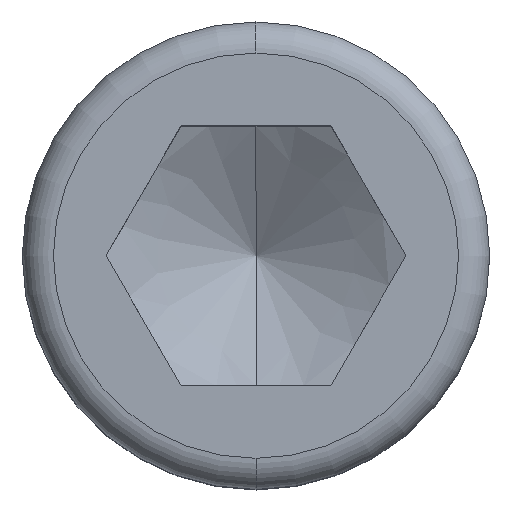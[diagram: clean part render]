
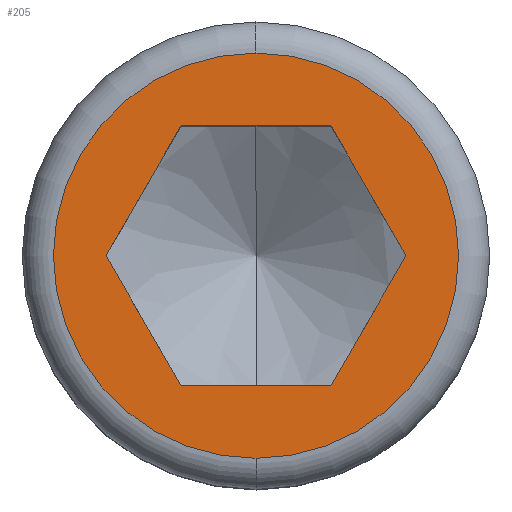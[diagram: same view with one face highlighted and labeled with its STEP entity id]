
A CAD part, top view. The second image highlights one B-rep face of the part: STEP entity #205.
In plain terms, the highlighted planar face has unit normal (0, 0, 1).
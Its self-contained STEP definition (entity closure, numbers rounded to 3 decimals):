
#163=EDGE_CURVE('',#241,#267,#392,.T.);
#185=EDGE_CURVE('',#303,#241,#418,.T.);
#205=ADVANCED_FACE('',(#442,#443),#444,.T.);
#211=EDGE_CURVE('',#331,#271,#450,.T.);
#221=EDGE_CURVE('',#291,#275,#461,.T.);
#241=VERTEX_POINT('',#483);
#265=EDGE_CURVE('',#275,#303,#511,.T.);
#267=VERTEX_POINT('',#513);
#271=VERTEX_POINT('',#517);
#275=VERTEX_POINT('',#521);
#277=EDGE_CURVE('',#271,#331,#523,.T.);
#279=EDGE_CURVE('',#321,#291,#525,.T.);
#291=VERTEX_POINT('',#539);
#303=VERTEX_POINT('',#552);
#315=EDGE_CURVE('',#267,#321,#566,.T.);
#321=VERTEX_POINT('',#572);
#331=VERTEX_POINT('',#582);
#392=LINE('',#656,#657);
#418=LINE('',#689,#690);
#442=FACE_BOUND('',#716,.T.);
#443=FACE_OUTER_BOUND('',#717,.T.);
#444=PLANE('',#718);
#450=CIRCLE('',#727,7.8);
#461=LINE('',#740,#741);
#483=CARTESIAN_POINT('',(5.775,0.,12.0));
#511=LINE('',#827,#828);
#513=CARTESIAN_POINT('',(2.888,-5.001,12.0));
#517=CARTESIAN_POINT('',(0.,7.8,12.));
#521=CARTESIAN_POINT('',(-2.887,5.001,12.0));
#523=CIRCLE('',#851,7.8);
#525=LINE('',#854,#855);
#539=CARTESIAN_POINT('',(-5.775,0.,12.0));
#552=CARTESIAN_POINT('',(2.887,5.001,12.0));
#566=LINE('',#923,#924);
#572=CARTESIAN_POINT('',(-2.887,-5.001,12.0));
#582=CARTESIAN_POINT('',(0.,-7.8,12.));
#656=CARTESIAN_POINT('',(3.609,-3.751,12.0));
#657=VECTOR('',#1010,1.0);
#689=CARTESIAN_POINT('',(5.053,1.25,12.0));
#690=VECTOR('',#1054,1.0);
#716=EDGE_LOOP('',(#1095,#1096,#1097,#1098,#1099,#1100));
#717=EDGE_LOOP('',(#1101,#1102));
#718=AXIS2_PLACEMENT_3D('',#1103,#1104,#1105);
#727=AXIS2_PLACEMENT_3D('',#1107,#1108,#1109);
#740=CARTESIAN_POINT('',(-3.609,3.751,12.0));
#741=VECTOR('',#1121,1.0);
#827=CARTESIAN_POINT('',(1.444,5.001,12.0));
#828=VECTOR('',#1183,1.0);
#851=AXIS2_PLACEMENT_3D('',#1184,#1185,#1186);
#854=CARTESIAN_POINT('',(-5.053,-1.25,12.0));
#855=VECTOR('',#1187,1.0);
#923=CARTESIAN_POINT('',(-1.444,-5.001,12.0));
#924=VECTOR('',#1235,1.0);
#1010=DIRECTION('',(-0.5,-0.866,0.0));
#1054=DIRECTION('',(0.5,-0.866,0.0));
#1095=ORIENTED_EDGE('',*,*,#279,.T.);
#1096=ORIENTED_EDGE('',*,*,#221,.T.);
#1097=ORIENTED_EDGE('',*,*,#265,.T.);
#1098=ORIENTED_EDGE('',*,*,#185,.T.);
#1099=ORIENTED_EDGE('',*,*,#163,.T.);
#1100=ORIENTED_EDGE('',*,*,#315,.T.);
#1101=ORIENTED_EDGE('',*,*,#211,.T.);
#1102=ORIENTED_EDGE('',*,*,#277,.T.);
#1103=CARTESIAN_POINT('',(0.,-7.387,12.));
#1104=DIRECTION('',(0.0,0.0,1.0));
#1105=DIRECTION('',(0.,-1.0,0.0));
#1107=CARTESIAN_POINT('',(0.,0.,12.));
#1108=DIRECTION('',(0.0,0.0,1.0));
#1109=DIRECTION('',(-1.0,0.0,0.0));
#1121=DIRECTION('',(0.5,0.866,0.0));
#1183=DIRECTION('',(1.0,0.0,0.0));
#1184=CARTESIAN_POINT('',(0.,0.,12.));
#1185=DIRECTION('',(0.0,0.0,1.0));
#1186=DIRECTION('',(-1.0,0.0,0.0));
#1187=DIRECTION('',(-0.5,0.866,0.0));
#1235=DIRECTION('',(-1.0,0.0,0.0));
